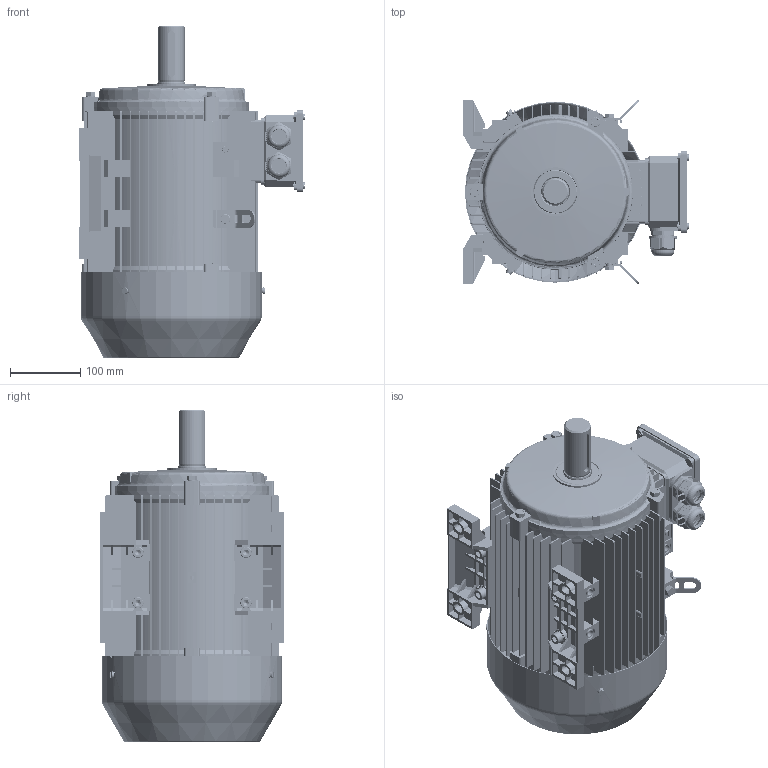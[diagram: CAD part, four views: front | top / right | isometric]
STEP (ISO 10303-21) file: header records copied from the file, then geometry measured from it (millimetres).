
FILE_DESCRIPTION(/* description */ (''),/* implementation_level */ '2;1');
FILE_NAME(/* name */ 'JL-132S-B3.stp',/* time_stamp */ '2018-12-30T15:01:03+08:00',/* author */ (''),/* organization */ (''),/* preprocessor_version */ 'ST-DEVELOPER v16.7',/* originating_system */ 'SIEMENS PLM Software NX 12.0',/* authorisation */ '');
FILE_SCHEMA (('AP203_CONFIGURATION_CONTROLLED_3D_DESIGN_OF_MECHANICAL_PARTS_AND_ASSEMBLIES_MIM_LF { 1 0 10303 403 2 1 2}'));
Length unit declared in the file: millimetre
Products named in the file (1): JL-132S-B3
Bounding box: 323 x 263.33 x 473.5 mm (x, y, z)
Volume: 3364721.1 mm3; surface area: 1730900 mm2
Topology: 60 solids, 60 shells, 5367 faces, 15230 edges, 10131 vertices
Faces by surface type: plane 3254, cylinder 1702, cone 203, torus 188, bspline 20
Full cylindrical faces by diameter (mm): 2 x4, 4.48 x8, 4.8 x10, 5 x32, 5.3 x4, 5.8 x14, 6 x1, 7.188 x6, 8 x15, 8.58 x2, 9.1 x6, 10 x26, 10.715 x4, 11 x6, 12 x12, 13 x4, 14.785 x2, 16 x8, 17 x4, 17.785 x4, 18 x12, 20.9 x2, 24.7 x4, 26 x2, 29.45 x12, 30 x10, 30.4 x12, 31.35 x12, 32 x12, 32.3 x12
Entity records: 185552 total; most frequent: CARTESIAN_POINT 49250, ORIENTED_EDGE 28892, DIRECTION 26830, EDGE_CURVE 14446, VERTEX_POINT 9799, AXIS2_PLACEMENT_3D 9050, LINE 8730, VECTOR 8730
